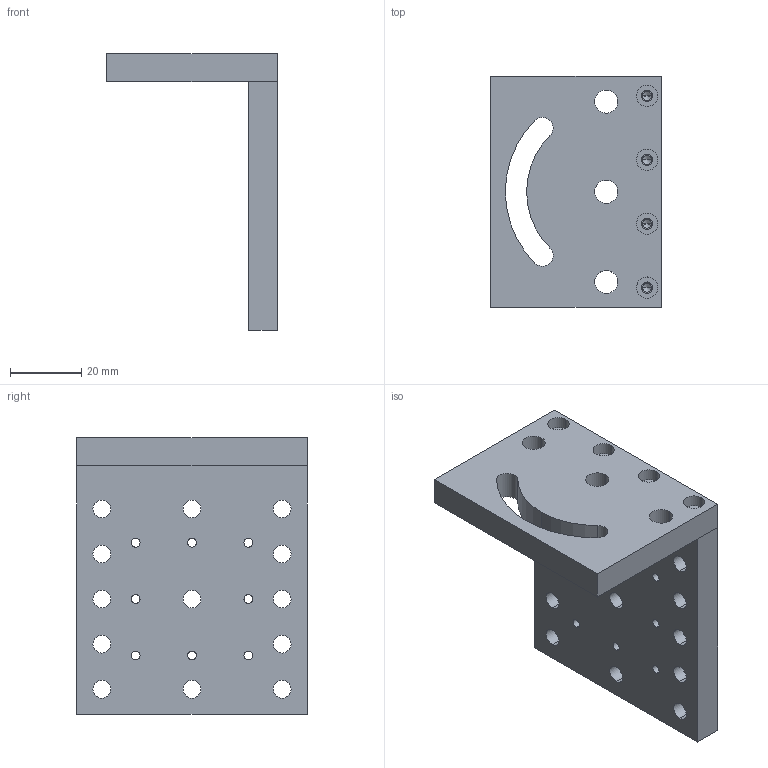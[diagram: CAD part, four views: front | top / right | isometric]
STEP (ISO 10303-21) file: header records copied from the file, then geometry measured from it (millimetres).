
FILE_DESCRIPTION (( 'STEP AP203' ), '1' );
FILE_NAME ('GCM-220401M-J0000A_直角弯板（20200630）.STEP', '2020-06-30T06:56:28', ( '' ), ( '' ), 'SwSTEP 2.0', 'SolidWorks 2015', '' );
FILE_SCHEMA (( 'CONFIG_CONTROL_DESIGN' ));
Length unit declared in the file: millimetre
Products named in the file (3): GCM-220401M-J0001A_旋转板（20200630）; GCM-220401M-J0000A_直角弯板（20200630）; GCM-220401M-J0002A_平板（20200630）
Assembly tree (2 placements, depth 2):
  GCM-220401M-J0000A_直角弯板（20200630）
    GCM-220401M-J0001A_旋转板（20200630）
    GCM-220401M-J0002A_平板（20200630）
Bounding box: 48 x 65 x 78 mm (x, y, z)
Volume: 55381.4 mm3; surface area: 22015.9 mm2
Topology: 2 solids, 2 shells, 102 faces, 274 edges, 176 vertices
Faces by surface type: cylinder 78, plane 16, cone 8
Entity records: 3635 total; most frequent: DIRECTION 636, CARTESIAN_POINT 549, ORIENTED_EDGE 532, EDGE_CURVE 266, AXIS2_PLACEMENT_3D 263, VERTEX_POINT 176, EDGE_LOOP 168, CIRCLE 156
